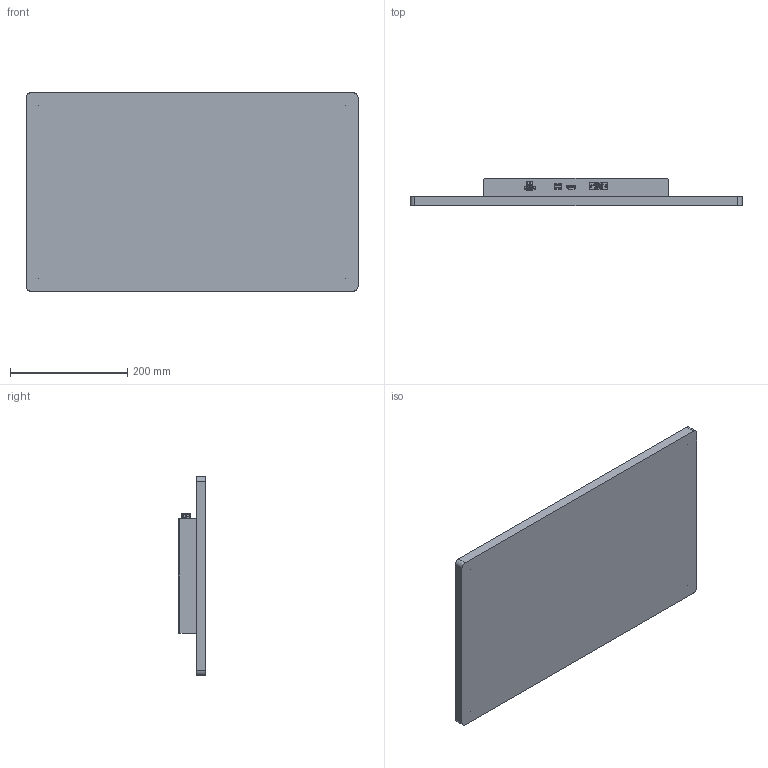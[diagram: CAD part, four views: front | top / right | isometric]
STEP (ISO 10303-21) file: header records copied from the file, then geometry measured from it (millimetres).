
FILE_DESCRIPTION(/* description */ (''),/* implementation_level */ '2;1');
FILE_NAME(/* name */ 'P19108HDMI236_P02.stp',/* time_stamp */ '2025-05-09T08:56:46-03:00',/* author */ ('Reservaa'),/* organization */ (''),/* preprocessor_version */ 'ST-DEVELOPER v20',/* originating_system */ 'Autodesk Inventor 2024',/* authorisation */ '');
FILE_SCHEMA (('AUTOMOTIVE_DESIGN { 1 0 10303 214 3 1 1 }'));
Length unit declared in the file: millimetre
Products named in the file (15): display P19108HDMI236_P02; display P19108HDMI236_P02_1; VGA adaptor; HDMI; usb_a-usb_b-top-c; 2P; 2P.stp; 6913527100xx_PIN.stp; 6913527100xxCAGE.stp; 6913527100xx_VIS.stp; 691352710002.stp; 691352710002_COFFRE.stp; 1P; 1P_1; Socket
Assembly tree (18 placements, depth 4):
  display P19108HDMI236_P02
    display P19108HDMI236_P02_1
    VGA adaptor
    HDMI
    usb_a-usb_b-top-c
    2P
      2P.stp
        6913527100xx_PIN.stp  x2
        6913527100xxCAGE.stp  x2
        6913527100xx_VIS.stp  x2
        691352710002.stp
        691352710002_COFFRE.stp
      1P
        Socket
      1P_1
        Socket
Bounding box: 565.5 x 47 x 338 mm (x, y, z)
Volume: 4962238.8 mm3; surface area: 457324.7 mm2
Topology: 14 solids, 14 shells, 951 faces, 2522 edges, 1654 vertices
Faces by surface type: plane 699, cylinder 232, cone 8, sphere 8, torus 4
Full cylindrical faces by diameter (mm): 0.85 x15, 2.7 x4, 2.75 x2, 3 x2, 3.3 x5, 3.5 x4, 3.8 x2, 4 x8
Entity records: 25069 total; most frequent: CARTESIAN_POINT 4300, ORIENTED_EDGE 4128, DIRECTION 4095, EDGE_CURVE 2064, LINE 1661, VECTOR 1661, VERTEX_POINT 1358, AXIS2_PLACEMENT_3D 1217
